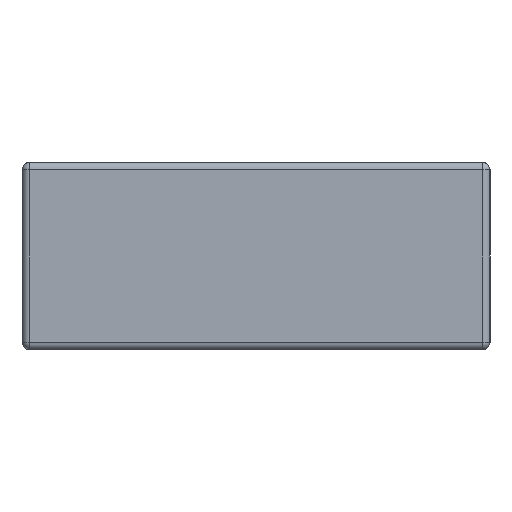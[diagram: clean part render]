
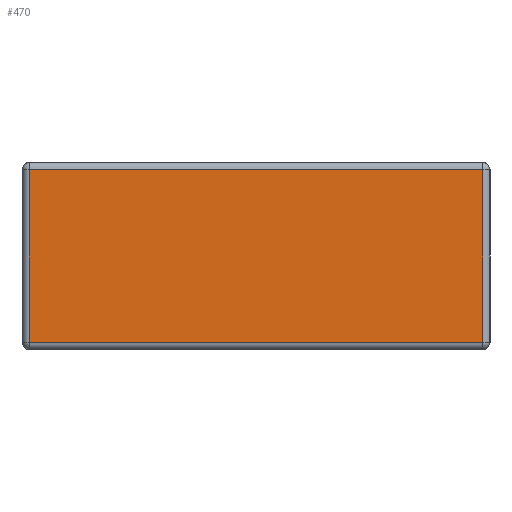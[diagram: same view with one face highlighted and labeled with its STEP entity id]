
A CAD part, left-side view. The second image highlights one B-rep face of the part: STEP entity #470.
In plain terms, the highlighted face is planar.
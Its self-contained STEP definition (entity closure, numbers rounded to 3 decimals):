
#44=PLANE('',#535);
#60=FACE_OUTER_BOUND('',#88,.T.);
#88=EDGE_LOOP('',(#349,#350,#351,#352));
#125=LINE('',#794,#161);
#126=LINE('',#796,#162);
#127=LINE('',#798,#163);
#128=LINE('',#799,#164);
#161=VECTOR('',#640,1000.);
#162=VECTOR('',#641,1000.);
#163=VECTOR('',#642,1000.);
#164=VECTOR('',#643,1000.);
#221=VERTEX_POINT('',#792);
#222=VERTEX_POINT('',#793);
#223=VERTEX_POINT('',#795);
#224=VERTEX_POINT('',#797);
#265=EDGE_CURVE('',#221,#222,#125,.T.);
#266=EDGE_CURVE('',#222,#223,#126,.T.);
#267=EDGE_CURVE('',#223,#224,#127,.T.);
#268=EDGE_CURVE('',#224,#221,#128,.T.);
#349=ORIENTED_EDGE('',*,*,#265,.T.);
#350=ORIENTED_EDGE('',*,*,#266,.T.);
#351=ORIENTED_EDGE('',*,*,#267,.T.);
#352=ORIENTED_EDGE('',*,*,#268,.T.);
#470=ADVANCED_FACE('',(#60),#44,.T.);
#535=AXIS2_PLACEMENT_3D('',#791,#638,#639);
#638=DIRECTION('center_axis',(0.,-1.,0.));
#639=DIRECTION('ref_axis',(0.,0.,-1.));
#640=DIRECTION('',(0.,0.,-1.));
#641=DIRECTION('',(1.,0.,0.));
#642=DIRECTION('',(0.,0.,1.));
#643=DIRECTION('',(-1.,0.,0.));
#791=CARTESIAN_POINT('Origin',(-0.625,-0.5,-0.25));
#792=CARTESIAN_POINT('',(-0.605,-0.5,0.23));
#793=CARTESIAN_POINT('',(-0.605,-0.5,-0.23));
#794=CARTESIAN_POINT('',(-0.605,-0.5,-0.25));
#795=CARTESIAN_POINT('',(0.605,-0.5,-0.23));
#796=CARTESIAN_POINT('',(0.625,-0.5,-0.23));
#797=CARTESIAN_POINT('',(0.605,-0.5,0.23));
#798=CARTESIAN_POINT('',(0.605,-0.5,0.25));
#799=CARTESIAN_POINT('',(-0.625,-0.5,0.23));
